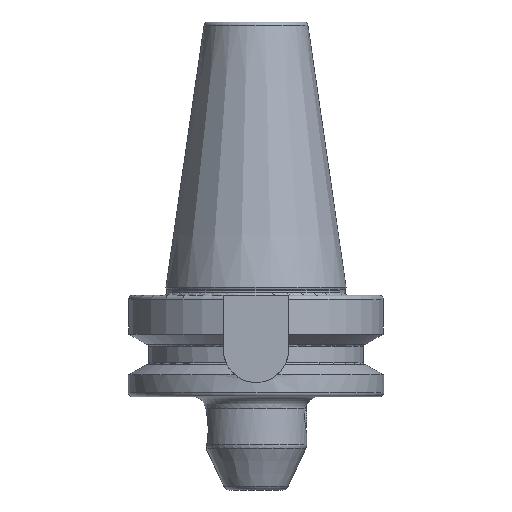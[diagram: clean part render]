
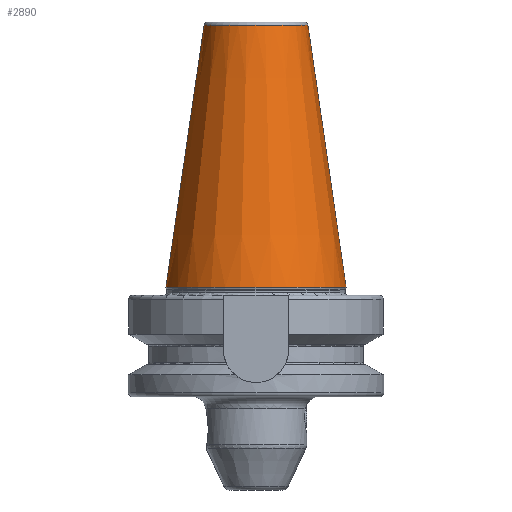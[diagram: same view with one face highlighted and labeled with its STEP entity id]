
A CAD part, left-side view. The second image highlights one B-rep face of the part: STEP entity #2890.
In plain terms, the highlighted conical face has half-angle 8.297 degrees and reference radius 17.519 mm.
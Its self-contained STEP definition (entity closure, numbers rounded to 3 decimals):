
#1178=CARTESIAN_POINT('',(0,0,91.544));
#1179=DIRECTION('',(0,0,1));
#1180=DIRECTION('',(0,1,0));
#1181=AXIS2_PLACEMENT_3D('',#1178,#1179,#1180);
#1183=DIRECTION('',(0.,0.144,0.99));
#1184=VECTOR('',#1183,65.227);
#1185=CARTESIAN_POINT('',(0,-22.225,27));
#1186=LINE('',#1185,#1184);
#1187=CARTESIAN_POINT('',(0,0,27));
#1188=DIRECTION('',(0,0,1));
#1189=DIRECTION('',(0,1,0));
#1190=AXIS2_PLACEMENT_3D('',#1187,#1188,#1189);
#1192=DIRECTION('',(0.,-0.144,0.99));
#1193=VECTOR('',#1192,65.227);
#1194=CARTESIAN_POINT('',(0,22.225,27));
#1195=LINE('',#1194,#1193);
#1361=CARTESIAN_POINT('',(0,22.225,27));
#1363=VERTEX_POINT('',#1361);
#1377=CARTESIAN_POINT('',(0,-22.225,27));
#1379=VERTEX_POINT('',#1377);
#1404=CARTESIAN_POINT('',(0,12.812,91.544));
#1405=CARTESIAN_POINT('',(0,-12.812,91.544));
#1406=VERTEX_POINT('',#1404);
#1407=VERTEX_POINT('',#1405);
#2876=CARTESIAN_POINT('',(0,0,59.272));
#2877=DIRECTION('',(0,0,-1));
#2878=DIRECTION('',(0,-1,0));
#2879=AXIS2_PLACEMENT_3D('',#2876,#2877,#2878);
#2880=CONICAL_SURFACE('',#2879,17.519,8.297);
#2882=ORIENTED_EDGE('',*,*,#2881,.T.);
#2884=ORIENTED_EDGE('',*,*,#2883,.F.);
#2885=ORIENTED_EDGE('',*,*,#2869,.F.);
#2887=ORIENTED_EDGE('',*,*,#2886,.T.);
#2888=EDGE_LOOP('',(#2882,#2884,#2885,#2887));
#2889=FACE_OUTER_BOUND('',#2888,.F.);
#2890=ADVANCED_FACE('',(#2889),#2880,.T.);
#1182=CIRCLE('',#1181,12.812);
#1191=CIRCLE('',#1190,22.225);
#2869=EDGE_CURVE('',#1363,#1379,#1191,.T.);
#2881=EDGE_CURVE('',#1406,#1407,#1182,.T.);
#2883=EDGE_CURVE('',#1379,#1407,#1186,.T.);
#2886=EDGE_CURVE('',#1363,#1406,#1195,.T.);
